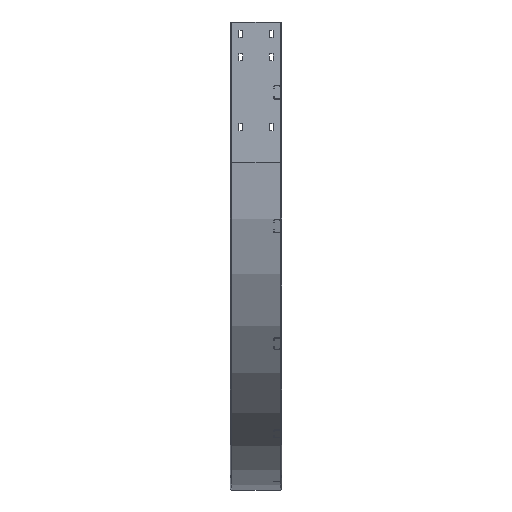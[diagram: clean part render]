
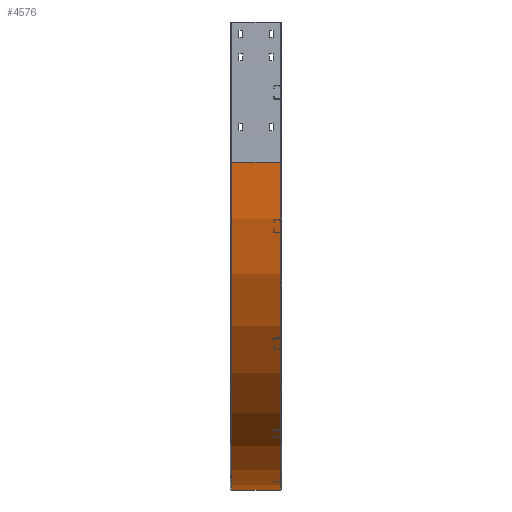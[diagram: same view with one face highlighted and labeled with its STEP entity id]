
A CAD part, left-side view. The second image highlights one B-rep face of the part: STEP entity #4576.
In plain terms, the highlighted cylindrical face has radius 700 mm (diameter 1400 mm), a partial arc.
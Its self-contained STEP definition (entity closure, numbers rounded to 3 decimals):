
#2034=CARTESIAN_POINT('',(-300.,3.5,700.));
#2035=DIRECTION('',(0.,-1.,0.));
#2036=DIRECTION('',(-1.,0.,0.));
#2037=AXIS2_PLACEMENT_3D('',#2034,#2035,#2036);
#2044=DIRECTION('',(0.,-1.,0.));
#2045=VECTOR('',#2044,103.);
#2046=CARTESIAN_POINT('',(-300.,106.5,0.));
#2047=LINE('',#2046,#2045);
#2048=DIRECTION('',(0.,1.,0.));
#2049=VECTOR('',#2048,103.);
#2050=CARTESIAN_POINT('',(-1000.,3.5,700.));
#2051=LINE('',#2050,#2049);
#2062=CARTESIAN_POINT('',(-300.,106.5,700.));
#2063=DIRECTION('',(0.,1.,0.));
#2064=DIRECTION('',(0.,0.,-1.));
#2065=AXIS2_PLACEMENT_3D('',#2062,#2063,#2064);
#2908=CARTESIAN_POINT('',(-1000.,3.5,700.));
#2910=VERTEX_POINT('',#2908);
#2917=CARTESIAN_POINT('',(-1000.,106.5,700.));
#2918=VERTEX_POINT('',#2917);
#3107=CARTESIAN_POINT('',(-300.,106.5,0.));
#3108=VERTEX_POINT('',#3107);
#3171=CARTESIAN_POINT('',(-300.,3.5,0.));
#3172=VERTEX_POINT('',#3171);
#4563=CARTESIAN_POINT('',(-300.,0.,700.));
#4564=DIRECTION('',(0.,1.,0.));
#4565=DIRECTION('',(0.,0.,1.));
#4566=AXIS2_PLACEMENT_3D('',#4563,#4564,#4565);
#4567=CYLINDRICAL_SURFACE('',#4566,700.);
#4568=ORIENTED_EDGE('',*,*,#3937,.F.);
#4570=ORIENTED_EDGE('',*,*,#4569,.T.);
#4572=ORIENTED_EDGE('',*,*,#4571,.F.);
#4573=ORIENTED_EDGE('',*,*,#4556,.T.);
#4574=EDGE_LOOP('',(#4568,#4570,#4572,#4573));
#4575=FACE_OUTER_BOUND('',#4574,.F.);
#4576=ADVANCED_FACE('',(#4575),#4567,.T.);
#2038=CIRCLE('',#2037,700.);
#2066=CIRCLE('',#2065,700.);
#3937=EDGE_CURVE('',#3108,#3172,#2047,.T.);
#4556=EDGE_CURVE('',#2910,#3172,#2038,.T.);
#4569=EDGE_CURVE('',#3108,#2918,#2066,.T.);
#4571=EDGE_CURVE('',#2910,#2918,#2051,.T.);
